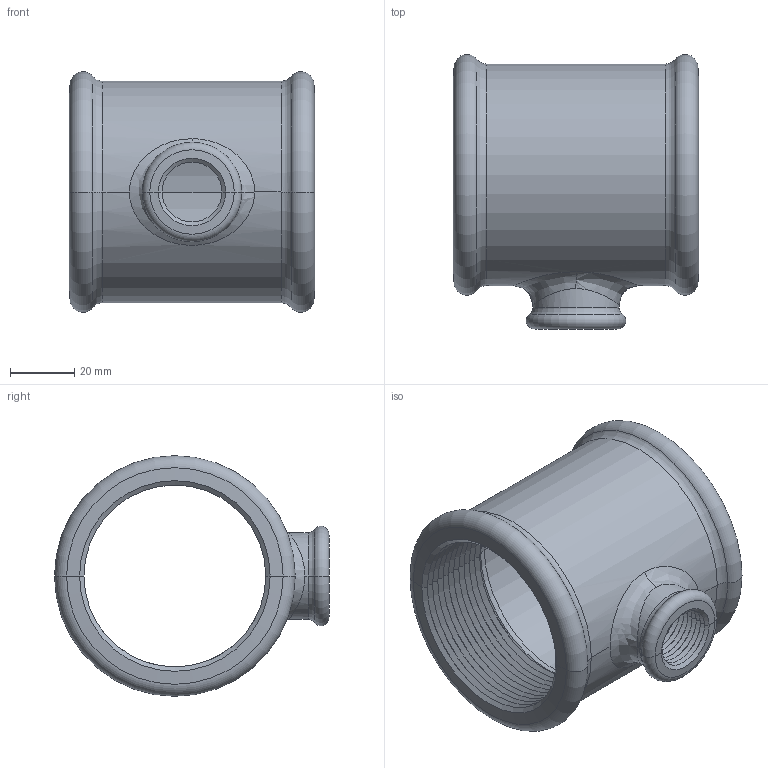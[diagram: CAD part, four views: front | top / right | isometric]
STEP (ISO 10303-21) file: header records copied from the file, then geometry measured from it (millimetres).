
FILE_DESCRIPTION(/* description */ ('VariCAD 2016-1.06 AP-214'),/* implementation_level */ '2;1');
FILE_NAME(/* name */ 't_201220_st.stp',/* time_stamp */ '2016-06-16T11:40:21+02:00',/* author */ (''),/* organization */ (''),/* preprocessor_version */ 'ST-DEVELOPER v14',/* originating_system */ 'VariCAD 2016-1.06; kernel version (20130303)',/* authorisation */ '');
FILE_SCHEMA (('AUTOMOTIVE_DESIGN'));
Length unit declared in the file: millimetre
Products named in the file (2): t_201220_st; T 201220 ST
Assembly tree (1 placements, depth 2):
  t_201220_st
    T 201220 ST
Bounding box: 76.49 x 85.67 x 74.99 mm (x, y, z)
Volume: 88596.9 mm3; surface area: 42095.9 mm2
Topology: 1 solids, 1 shells, 160 faces, 335 edges, 173 vertices
Faces by surface type: cone 132, torus 18, cylinder 8, bspline 2
Entity records: 5193 total; most frequent: CARTESIAN_POINT 1685, DIRECTION 826, ORIENTED_EDGE 670, AXIS2_PLACEMENT_3D 343, EDGE_CURVE 335, CIRCLE 181, VERTEX_POINT 173, FACE_OUTER_BOUND 160
